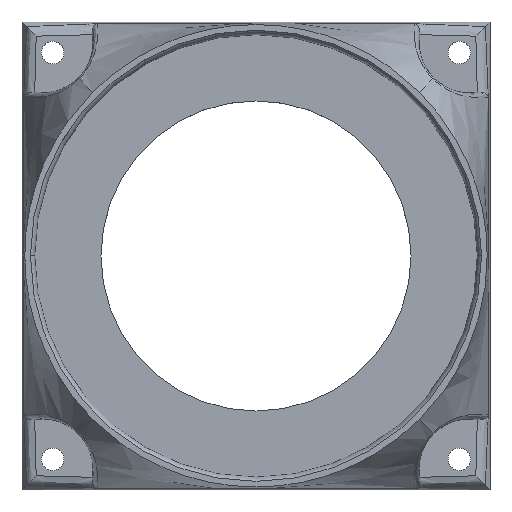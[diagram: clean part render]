
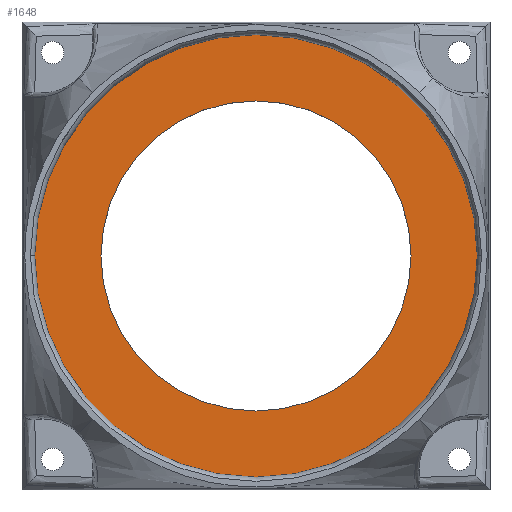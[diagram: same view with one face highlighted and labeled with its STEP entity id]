
A CAD part, top view. The second image highlights one B-rep face of the part: STEP entity #1648.
In plain terms, the highlighted planar face has unit normal (0, 0, 1).
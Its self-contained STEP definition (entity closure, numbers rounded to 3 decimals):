
#185 = CARTESIAN_POINT ( 'NONE',  ( -39.25, 0., 0. ) ) ;
#216 = DIRECTION ( 'NONE',  ( 1., 0., 0. ) ) ;
#263 = AXIS2_PLACEMENT_3D ( 'NONE', #473, #1905, #3014 ) ;
#275 = EDGE_CURVE ( 'NONE', #705, #2849, #1820, .T. ) ;
#412 = ORIENTED_EDGE ( 'NONE', *, *, #3036, .T. ) ;
#460 = DIRECTION ( 'NONE',  ( 0., 0., 1. ) ) ;
#473 = CARTESIAN_POINT ( 'NONE',  ( 0., 0., 0. ) ) ;
#494 = AXIS2_PLACEMENT_3D ( 'NONE', #1038, #460, #1818 ) ;
#705 = VERTEX_POINT ( 'NONE', #3174 ) ;
#729 = AXIS2_PLACEMENT_3D ( 'NONE', #1064, #801, #216 ) ;
#759 = FACE_BOUND ( 'NONE', #775, .T. ) ;
#775 = EDGE_LOOP ( 'NONE', ( #2669, #1028 ) ) ;
#801 = DIRECTION ( 'NONE',  ( 0., 0., 1. ) ) ;
#1028 = ORIENTED_EDGE ( 'NONE', *, *, #275, .T. ) ;
#1038 = CARTESIAN_POINT ( 'NONE',  ( 0., 0., 0. ) ) ;
#1064 = CARTESIAN_POINT ( 'NONE',  ( 0., 0., 0. ) ) ;
#1137 = AXIS2_PLACEMENT_3D ( 'NONE', #3303, #1857, #3520 ) ;
#1194 = CIRCLE ( 'NONE', #1137, 27.5 ) ;
#1216 = VERTEX_POINT ( 'NONE', #185 ) ;
#1227 = EDGE_CURVE ( 'NONE', #1892, #1216, #2059, .T. ) ;
#1318 = CIRCLE ( 'NONE', #2875, 39.25 ) ;
#1422 = CARTESIAN_POINT ( 'NONE',  ( 27.5, 0., 0. ) ) ;
#1648 = ADVANCED_FACE ( 'NONE', ( #2715, #759 ), #2989, .T. ) ;
#1818 = DIRECTION ( 'NONE',  ( 1., 0., 0. ) ) ;
#1820 = CIRCLE ( 'NONE', #263, 27.5 ) ;
#1857 = DIRECTION ( 'NONE',  ( 0., 0., -1. ) ) ;
#1892 = VERTEX_POINT ( 'NONE', #3557 ) ;
#1905 = DIRECTION ( 'NONE',  ( 0., 0., -1. ) ) ;
#1925 = EDGE_CURVE ( 'NONE', #2849, #705, #1194, .T. ) ;
#2059 = CIRCLE ( 'NONE', #494, 39.25 ) ;
#2140 = CARTESIAN_POINT ( 'NONE',  ( 0., 0., 0. ) ) ;
#2176 = DIRECTION ( 'NONE',  ( 1., 0., 0. ) ) ;
#2669 = ORIENTED_EDGE ( 'NONE', *, *, #1925, .T. ) ;
#2715 = FACE_OUTER_BOUND ( 'NONE', #2807, .T. ) ;
#2760 = DIRECTION ( 'NONE',  ( 0., 0., 1. ) ) ;
#2807 = EDGE_LOOP ( 'NONE', ( #3140, #412 ) ) ;
#2849 = VERTEX_POINT ( 'NONE', #1422 ) ;
#2875 = AXIS2_PLACEMENT_3D ( 'NONE', #2140, #2760, #2176 ) ;
#2989 = PLANE ( 'NONE',  #729 ) ;
#3014 = DIRECTION ( 'NONE',  ( 1., 0., 0. ) ) ;
#3036 = EDGE_CURVE ( 'NONE', #1216, #1892, #1318, .T. ) ;
#3140 = ORIENTED_EDGE ( 'NONE', *, *, #1227, .T. ) ;
#3174 = CARTESIAN_POINT ( 'NONE',  ( -27.5, 0., 0. ) ) ;
#3303 = CARTESIAN_POINT ( 'NONE',  ( 0., 0., 0. ) ) ;
#3520 = DIRECTION ( 'NONE',  ( 1., 0., 0. ) ) ;
#3557 = CARTESIAN_POINT ( 'NONE',  ( 39.25, 0., 0. ) ) ;
